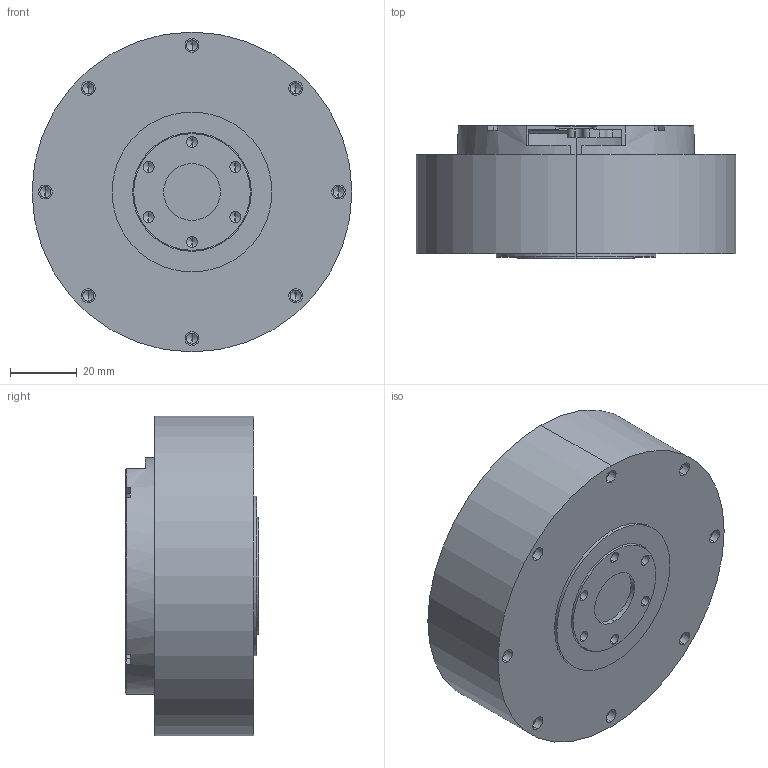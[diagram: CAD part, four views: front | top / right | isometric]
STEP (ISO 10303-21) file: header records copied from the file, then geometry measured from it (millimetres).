
FILE_DESCRIPTION (( 'STEP AP214' ), '1' );
FILE_NAME ('8006 熬厒萇儂 Ver.B.STEP', '2024-08-28T13:28:34', ( '' ), ( '' ), 'SwSTEP 2.0', 'SolidWorks 2021', '' );
FILE_SCHEMA (( 'AUTOMOTIVE_DESIGN' ));
Length unit declared in the file: millimetre
Products named in the file (3): DM 8108 3D Ver.B; 8006 熬厒萇儂 Ver.B; 8108 减速电机驱动板盖
Assembly tree (2 placements, depth 2):
  8006 熬厒萇儂 Ver.B
    DM 8108 3D Ver.B
    8108 减速电机驱动板盖
Bounding box: 96 x 40 x 96 mm (x, y, z)
Volume: 224613.8 mm3; surface area: 37497.7 mm2
Topology: 2 solids, 2 shells, 311 faces, 794 edges, 485 vertices
Faces by surface type: plane 134, cylinder 105, cone 60, bspline 12
Entity records: 10353 total; most frequent: CARTESIAN_POINT 2351, DIRECTION 1565, ORIENTED_EDGE 1500, EDGE_CURVE 750, AXIS2_PLACEMENT_3D 547, VERTEX_POINT 485, VECTOR 471, LINE 471
